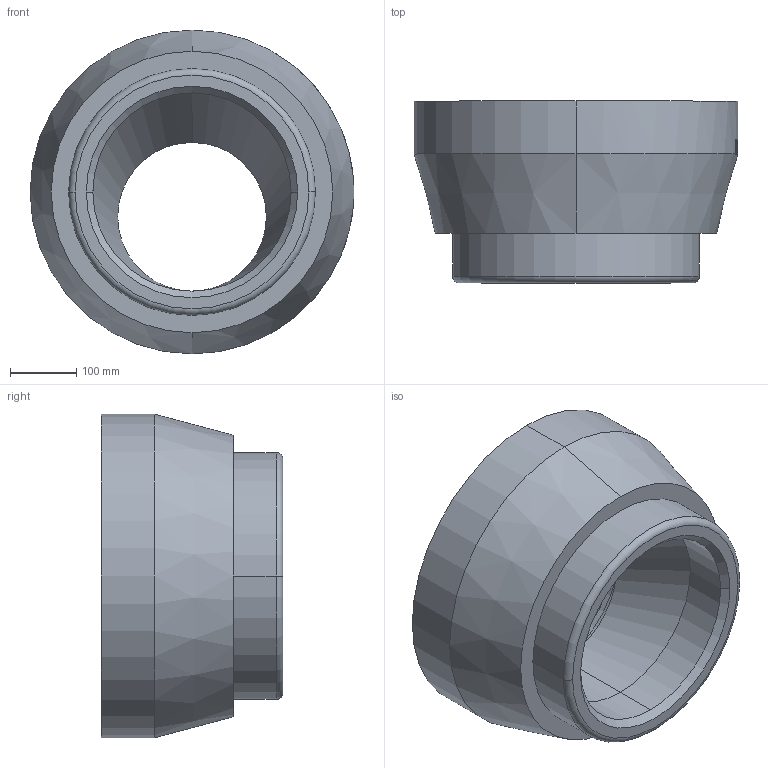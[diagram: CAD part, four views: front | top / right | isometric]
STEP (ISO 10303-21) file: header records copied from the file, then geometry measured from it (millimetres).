
FILE_DESCRIPTION (( 'STEP AP203' ), '1' );
FILE_NAME ('Rudus 1803020 EK-vaihtoliitos 225-300.step', '2020-03-17T19:11:33', ( '' ), ( '' ), 'SwSTEP 2.0', 'SolidWorks 2019', '' );
FILE_SCHEMA (( 'CONFIG_CONTROL_DESIGN' ));
Length unit declared in the file: millimetre
Products named in the file (2): Rudus 1803020 EK-vaihtoliitos 225-300; EK-osa-vaihtoliitos
Assembly tree (1 placements, depth 2):
  Rudus 1803020 EK-vaihtoliitos 225-300
    EK-osa-vaihtoliitos
Bounding box: 490 x 275 x 490 mm (x, y, z)
Volume: 25603104.6 mm3; surface area: 852319.7 mm2
Topology: 1 solids, 1 shells, 105 faces, 271 edges, 176 vertices
Faces by surface type: bspline 62, cylinder 19, plane 14, torus 6, cone 4
Entity records: 13544 total; most frequent: CARTESIAN_POINT 11309, ORIENTED_EDGE 542, EDGE_CURVE 271, DIRECTION 226, B_SPLINE_CURVE_WITH_KNOTS 197, VERTEX_POINT 176, EDGE_LOOP 115, AXIS2_PLACEMENT_3D 105
